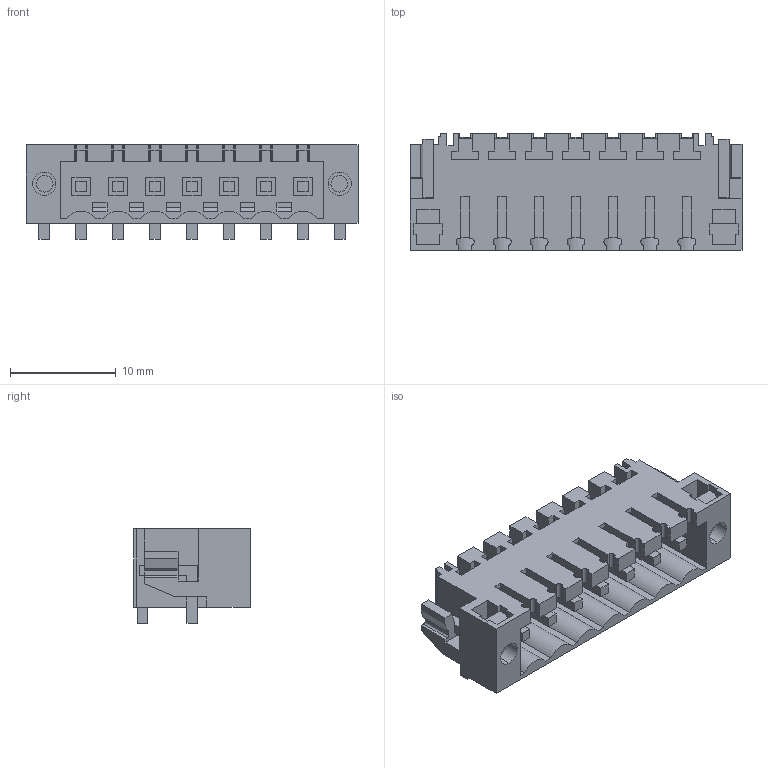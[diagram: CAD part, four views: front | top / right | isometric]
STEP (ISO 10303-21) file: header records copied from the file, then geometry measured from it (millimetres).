
FILE_DESCRIPTION(('CATIA V5 STEP Exchange','CAx-IF Rec.Pracs.--- Model Styling and Organization---1.2---2011-12-15'),'2;1');
FILE_NAME ('D1456535_0_1805360000_1805360000.stp','2018-03-10T11:48:01+00:00',('none'),('Weidmueller'),'CATIA Version 5-6 Release 2014','CATIA V5 STEP AP214','none');
FILE_SCHEMA(('AUTOMOTIVE_DESIGN { 1 0 10303 214 1 1 1 1 }'));
Length unit declared in the file: millimetre
Products named in the file (1): 1805360000
Bounding box: 31.45 x 11.05 x 8.95 mm (x, y, z)
Volume: 1169.8 mm3; surface area: 3023.2 mm2
Topology: 10 solids, 10 shells, 550 faces, 1683 edges, 1161 vertices
Faces by surface type: plane 503, cylinder 47
Entity records: 17541 total; most frequent: ORIENTED_EDGE 3366, CARTESIAN_POINT 3185, DIRECTION 2345, EDGE_CURVE 1683, VECTOR 1583, LINE 1583, VERTEX_POINT 1161, EDGE_LOOP 580
